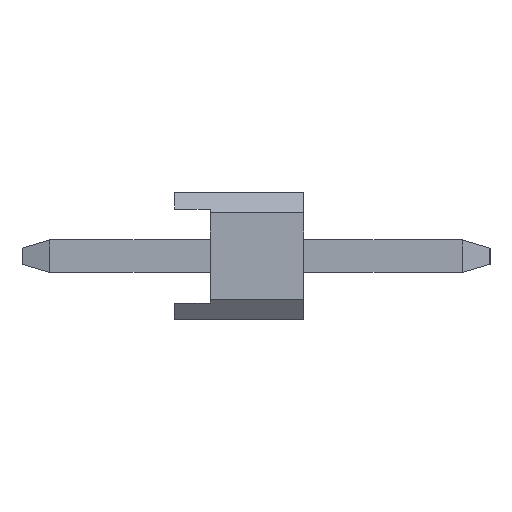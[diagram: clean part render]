
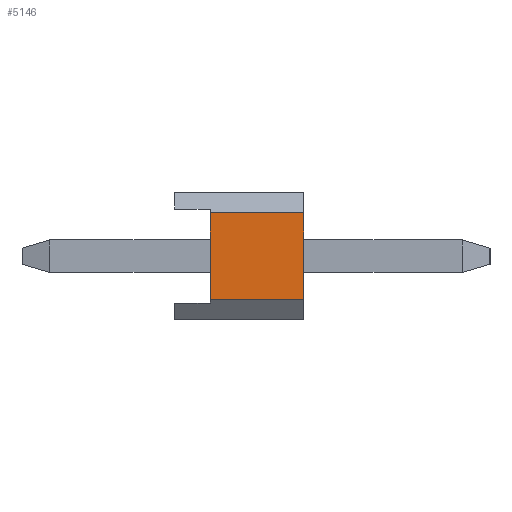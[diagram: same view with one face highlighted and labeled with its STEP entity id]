
A CAD part, left-side view. The second image highlights one B-rep face of the part: STEP entity #5146.
In plain terms, the highlighted planar face has unit normal (-1, 0, 0).
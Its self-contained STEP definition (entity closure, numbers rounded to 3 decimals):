
#5146=ADVANCED_FACE('',(#12994),#12995,.T.);
#5624=VERTEX_POINT('',#13524);
#5760=VERTEX_POINT('',#13677);
#6516=EDGE_CURVE('',#5760,#10128,#14523,.T.);
#7942=EDGE_CURVE('',#5624,#10128,#16082,.T.);
#10128=VERTEX_POINT('',#18470);
#10404=EDGE_CURVE('',#5760,#10686,#18776,.T.);
#10686=VERTEX_POINT('',#19109);
#11016=EDGE_CURVE('',#10686,#5624,#19466,.T.);
#12994=FACE_OUTER_BOUND('',#22125,.T.);
#12995=PLANE('',#22126);
#13524=CARTESIAN_POINT('',(-31.65,-2.54,-0.851));
#13677=CARTESIAN_POINT('',(-31.65,-0.7,0.851));
#14523=LINE('',#24313,#24314);
#16082=LINE('',#26550,#26551);
#18470=CARTESIAN_POINT('',(-31.65,-2.54,0.851));
#18776=LINE('',#30460,#30461);
#19109=CARTESIAN_POINT('',(-31.65,-0.7,-0.851));
#19466=LINE('',#31472,#31473);
#22125=EDGE_LOOP('',(#33971,#33972,#33973,#33974));
#22126=AXIS2_PLACEMENT_3D('',#33975,#33976,#33977);
#24313=CARTESIAN_POINT('',(-31.65,0.,0.851));
#24314=VECTOR('',#35605,1.0);
#26550=CARTESIAN_POINT('',(-31.65,-2.54,0.851));
#26551=VECTOR('',#37044,1.0);
#30460=CARTESIAN_POINT('',(-31.65,-0.7,-0.426));
#30461=VECTOR('',#39584,1.0);
#31472=CARTESIAN_POINT('',(-31.65,0.,-0.851));
#31473=VECTOR('',#40475,1.0);
#33971=ORIENTED_EDGE('',*,*,#10404,.T.);
#33972=ORIENTED_EDGE('',*,*,#11016,.T.);
#33973=ORIENTED_EDGE('',*,*,#7942,.T.);
#33974=ORIENTED_EDGE('',*,*,#6516,.F.);
#33975=CARTESIAN_POINT('',(-31.65,0.,-0.851));
#33976=DIRECTION('',(-1.0,0.0,0.0));
#33977=DIRECTION('',(0.0,0.,-1.0));
#35605=DIRECTION('',(0.0,-1.0,0.));
#37044=DIRECTION('',(0.0,0.,1.0));
#39584=DIRECTION('',(0.0,0.,-1.0));
#40475=DIRECTION('',(0.0,-1.0,0.));
